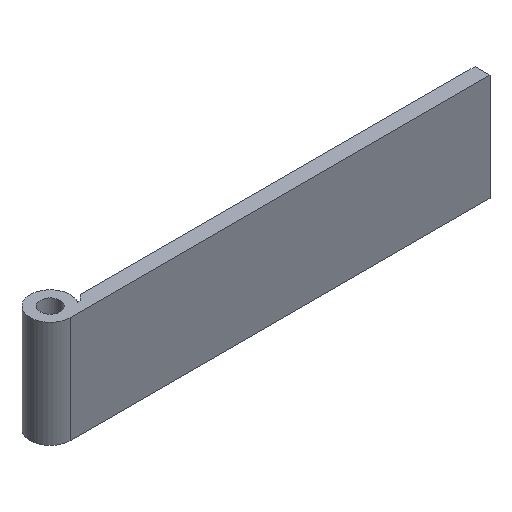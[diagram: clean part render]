
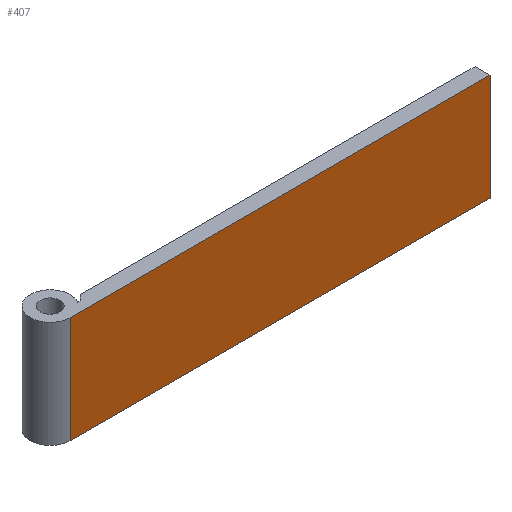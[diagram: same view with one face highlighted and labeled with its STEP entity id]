
A CAD part, isometric view. The second image highlights one B-rep face of the part: STEP entity #407.
In plain terms, the highlighted planar face has unit normal (0, -1, 0).
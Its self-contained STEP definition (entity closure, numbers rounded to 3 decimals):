
#4 = EDGE_LOOP ( 'NONE', ( #215, #205, #224, #222 ) ) ;
#44 = DIRECTION ( 'NONE',  ( 1., 0., 0. ) ) ;
#45 = CARTESIAN_POINT ( 'NONE',  ( 126., -6., -16. ) ) ;
#46 = LINE ( 'NONE', #45, #167 ) ;
#51 = CARTESIAN_POINT ( 'NONE',  ( 126., -6., 16. ) ) ;
#55 = CARTESIAN_POINT ( 'NONE',  ( 0., -6., -16. ) ) ;
#56 = CARTESIAN_POINT ( 'NONE',  ( 126., -6., -16. ) ) ;
#64 = CARTESIAN_POINT ( 'NONE',  ( 0., -6., 16. ) ) ;
#130 = VECTOR ( 'NONE', #360, 1000. ) ;
#154 = VECTOR ( 'NONE', #325, 1000. ) ;
#167 = VECTOR ( 'NONE', #44, 1000. ) ;
#169 = AXIS2_PLACEMENT_3D ( 'NONE', #344, #343, #342 ) ;
#195 = VECTOR ( 'NONE', #294, 1000. ) ;
#200 = FACE_OUTER_BOUND ( 'NONE', #4, .T. ) ;
#205 = ORIENTED_EDGE ( 'NONE', *, *, #402, .F. ) ;
#215 = ORIENTED_EDGE ( 'NONE', *, *, #399, .T. ) ;
#222 = ORIENTED_EDGE ( 'NONE', *, *, #420, .T. ) ;
#224 = ORIENTED_EDGE ( 'NONE', *, *, #430, .F. ) ;
#228 = VERTEX_POINT ( 'NONE', #64 ) ;
#237 = VERTEX_POINT ( 'NONE', #56 ) ;
#238 = VERTEX_POINT ( 'NONE', #55 ) ;
#242 = VERTEX_POINT ( 'NONE', #51 ) ;
#292 = LINE ( 'NONE', #363, #130 ) ;
#294 = DIRECTION ( 'NONE',  ( 1., 0., 0. ) ) ;
#295 = CARTESIAN_POINT ( 'NONE',  ( 126., -6., 16. ) ) ;
#296 = LINE ( 'NONE', #295, #195 ) ;
#325 = DIRECTION ( 'NONE',  ( 0., 0., -1. ) ) ;
#326 = CARTESIAN_POINT ( 'NONE',  ( 0., -6., 16. ) ) ;
#327 = LINE ( 'NONE', #326, #154 ) ;
#342 = DIRECTION ( 'NONE',  ( -1., 0., 0. ) ) ;
#343 = DIRECTION ( 'NONE',  ( 0., 1., 0. ) ) ;
#344 = CARTESIAN_POINT ( 'NONE',  ( 126., -6., 16. ) ) ;
#346 = PLANE ( 'NONE',  #169 ) ;
#360 = DIRECTION ( 'NONE',  ( 0., 0., -1. ) ) ;
#363 = CARTESIAN_POINT ( 'NONE',  ( 126., -6., 16. ) ) ;
#399 = EDGE_CURVE ( 'NONE', #238, #237, #46, .T. ) ;
#402 = EDGE_CURVE ( 'NONE', #242, #237, #292, .T. ) ;
#407 = ADVANCED_FACE ( 'NONE', ( #200 ), #346, .F. ) ;
#420 = EDGE_CURVE ( 'NONE', #228, #238, #327, .T. ) ;
#430 = EDGE_CURVE ( 'NONE', #228, #242, #296, .T. ) ;
